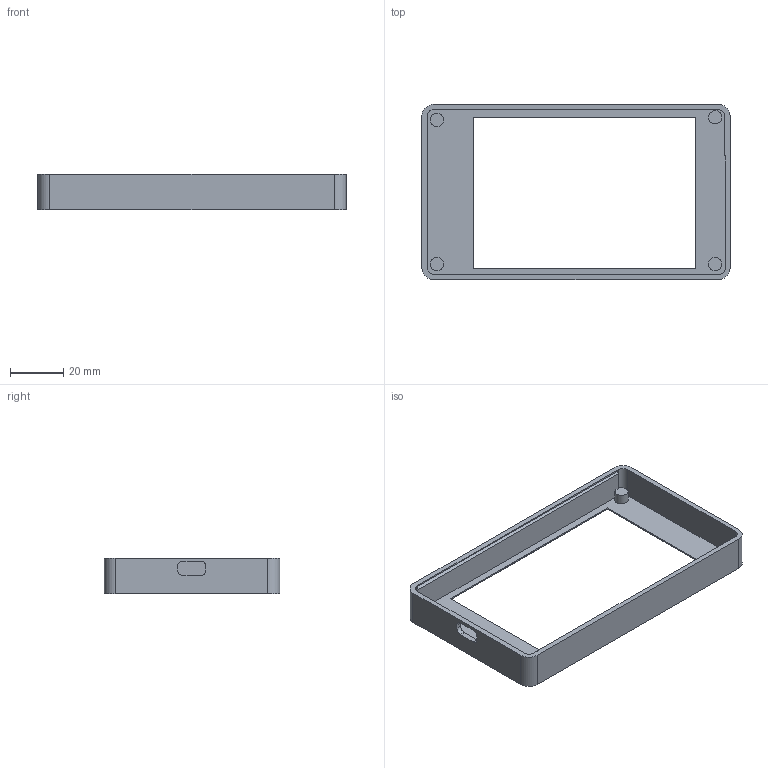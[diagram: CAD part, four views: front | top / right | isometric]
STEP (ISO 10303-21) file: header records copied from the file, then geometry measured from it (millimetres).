
FILE_DESCRIPTION(/* description */ (''),/* implementation_level */ '2;1');
FILE_NAME(/* name */ 'Case bottom plainV15.step',/* time_stamp */ '2025-10-04T00:11:33+01:00',/* author */ (''),/* organization */ (''),/* preprocessor_version */ 'ST-DEVELOPER v20.1',/* originating_system */ 'Autodesk Translation Framework v14.17.0.0',/* authorisation */ '');
FILE_SCHEMA (('AUTOMOTIVE_DESIGN { 1 0 10303 214 3 1 1 }'));
Length unit declared in the file: millimetre
Products named in the file (1): Case bottom plain
Bounding box: 116 x 66 x 13.5 mm (x, y, z)
Volume: 12497 mm3; surface area: 15355.8 mm2
Topology: 1 solids, 1 shells, 53 faces, 128 edges, 84 vertices
Faces by surface type: plane 36, cylinder 17
Full cylindrical faces by diameter (mm): 5 x3
Entity records: 1592 total; most frequent: DIRECTION 270, CARTESIAN_POINT 266, ORIENTED_EDGE 256, EDGE_CURVE 128, LINE 94, VECTOR 94, AXIS2_PLACEMENT_3D 88, VERTEX_POINT 84
